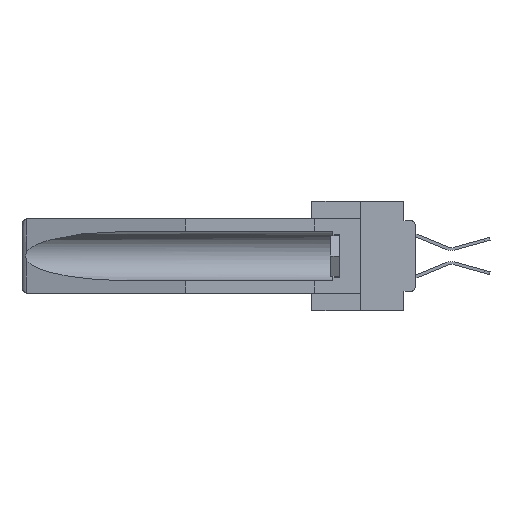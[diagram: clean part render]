
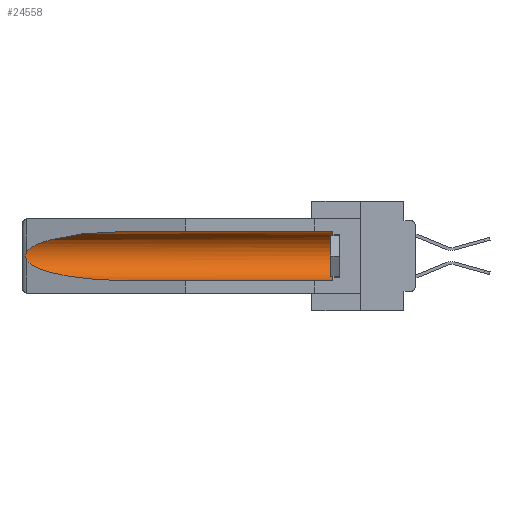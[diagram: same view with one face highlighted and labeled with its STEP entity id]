
A CAD part, left-side view. The second image highlights one B-rep face of the part: STEP entity #24558.
In plain terms, the highlighted cylindrical face has radius 2.857 mm (diameter 5.715 mm), a partial arc.
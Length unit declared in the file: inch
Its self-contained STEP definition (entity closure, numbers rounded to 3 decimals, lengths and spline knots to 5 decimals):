
#121 =( BOUNDED_CURVE ( )  B_SPLINE_CURVE ( 3, ( #1823, #12850, #23488, #33821 ),
 .UNSPECIFIED., .F., .F. ) 
 B_SPLINE_CURVE_WITH_KNOTS ( ( 4, 4 ),
 ( 0.1948, 1.5708 ),
 .UNSPECIFIED. ) 
 CURVE ( )  GEOMETRIC_REPRESENTATION_ITEM ( )  RATIONAL_B_SPLINE_CURVE ( ( 1., 0.848, 0.848, 1. ) ) 
 REPRESENTATION_ITEM ( '' )  );
#1823 = CARTESIAN_POINT ( 'NONE',  ( 0.26537, 1.52718, -0.19328 ) ) ;
#2641 = VERTEX_POINT ( 'NONE', #18628 ) ;
#4290 = B_SPLINE_CURVE_WITH_KNOTS ( 'NONE', 3,
 ( #29299, #8018, #31773, #7845, #18650, #5384, #18479, #16033, #26658, #13424 ),
 .UNSPECIFIED., .F., .F.,
 ( 4, 2, 2, 2, 4 ),
 ( 0., 0.00029, 0.00058, 0.00087, 0.00117 ),
 .UNSPECIFIED. ) ;
#4609 = VERTEX_POINT ( 'NONE', #16056 ) ;
#5228 = DIRECTION ( 'NONE',  ( 0., 0., 1. ) ) ;
#5384 = CARTESIAN_POINT ( 'NONE',  ( 0.2675, 1.53308, -0.17534 ) ) ;
#7470 = CARTESIAN_POINT ( 'NONE',  ( 0.155, -0.30754, -0.284 ) ) ;
#7845 = CARTESIAN_POINT ( 'NONE',  ( 0.2673, 1.5327, -0.16383 ) ) ;
#7853 = CYLINDRICAL_SURFACE ( 'NONE', #15147, 0.1125 ) ;
#8018 = CARTESIAN_POINT ( 'NONE',  ( 0.26597, 1.52961, -0.15275 ) ) ;
#8251 = ORIENTED_EDGE ( 'NONE', *, *, #15682, .T. ) ;
#8281 = ORIENTED_EDGE ( 'NONE', *, *, #18883, .T. ) ;
#9023 = LINE ( 'NONE', #12608, #22895 ) ;
#10817 = VERTEX_POINT ( 'NONE', #13731 ) ;
#10978 = ORIENTED_EDGE ( 'NONE', *, *, #28239, .T. ) ;
#12494 = CARTESIAN_POINT ( 'NONE',  ( 0.155, 1.07973, -0.059 ) ) ;
#12608 = CARTESIAN_POINT ( 'NONE',  ( 0.155, -0.30754, -0.059 ) ) ;
#12850 = CARTESIAN_POINT ( 'NONE',  ( 0.25451, 1.48313, -0.24835 ) ) ;
#13309 = CARTESIAN_POINT ( 'NONE',  ( 0.21114, 1.30732, -0.059 ) ) ;
#13424 = CARTESIAN_POINT ( 'NONE',  ( 0.26537, 1.52718, -0.19328 ) ) ;
#13481 = CARTESIAN_POINT ( 'NONE',  ( 0.155, 1.07973, -0.059 ) ) ;
#13731 = CARTESIAN_POINT ( 'NONE',  ( 0.155, 1.07973, -0.284 ) ) ;
#15147 = AXIS2_PLACEMENT_3D ( 'NONE', #21638, #26337, #5228 ) ;
#15682 = EDGE_CURVE ( 'NONE', #2641, #25133, #4290, .T. ) ;
#16033 = CARTESIAN_POINT ( 'NONE',  ( 0.26655, 1.53094, -0.18657 ) ) ;
#16056 = CARTESIAN_POINT ( 'NONE',  ( 0.155, 0.126, -0.284 ) ) ;
#16090 = VERTEX_POINT ( 'NONE', #31392 ) ;
#16093 = EDGE_CURVE ( 'NONE', #4609, #10817, #18101, .T. ) ;
#18014 = DIRECTION ( 'NONE',  ( 0., 1., 0. ) ) ;
#18101 = LINE ( 'NONE', #7470, #18760 ) ;
#18479 = CARTESIAN_POINT ( 'NONE',  ( 0.2673, 1.53269, -0.17917 ) ) ;
#18628 = CARTESIAN_POINT ( 'NONE',  ( 0.26537, 1.52718, -0.14972 ) ) ;
#18650 = CARTESIAN_POINT ( 'NONE',  ( 0.2675, 1.53308, -0.16763 ) ) ;
#18760 = VECTOR ( 'NONE', #26447, 39.37008 ) ;
#18883 = EDGE_CURVE ( 'NONE', #4609, #16090, #26615, .T. ) ;
#19872 = CARTESIAN_POINT ( 'NONE',  ( 0.155, 0.126, -0.1715 ) ) ;
#20181 = ORIENTED_EDGE ( 'NONE', *, *, #31627, .T. ) ;
#21638 = CARTESIAN_POINT ( 'NONE',  ( 0.155, -0.30754, -0.1715 ) ) ;
#22681 = DIRECTION ( 'NONE',  ( 0., 0., 1. ) ) ;
#22895 = VECTOR ( 'NONE', #18014, 39.37008 ) ;
#23488 = CARTESIAN_POINT ( 'NONE',  ( 0.21114, 1.30732, -0.284 ) ) ;
#23521 = VERTEX_POINT ( 'NONE', #12494 ) ;
#23767 = CARTESIAN_POINT ( 'NONE',  ( 0.25451, 1.48313, -0.09465 ) ) ;
#24558 = ADVANCED_FACE ( 'NONE', ( #31782 ), #7853, .F. ) ;
#24593 = ORIENTED_EDGE ( 'NONE', *, *, #27573, .T. ) ;
#25133 = VERTEX_POINT ( 'NONE', #34380 ) ;
#26337 = DIRECTION ( 'NONE',  ( 0., 1., 0. ) ) ;
#26447 = DIRECTION ( 'NONE',  ( 0., 1., 0. ) ) ;
#26547 = ORIENTED_EDGE ( 'NONE', *, *, #16093, .F. ) ;
#26615 = CIRCLE ( 'NONE', #31119, 0.1125 ) ;
#26658 = CARTESIAN_POINT ( 'NONE',  ( 0.26597, 1.5296, -0.19026 ) ) ;
#27573 = EDGE_CURVE ( 'NONE', #23521, #2641, #28720, .T. ) ;
#28239 = EDGE_CURVE ( 'NONE', #25133, #10817, #121, .T. ) ;
#28720 =( BOUNDED_CURVE ( )  B_SPLINE_CURVE ( 3, ( #13481, #13309, #23767, #31826 ),
 .UNSPECIFIED., .F., .F. ) 
 B_SPLINE_CURVE_WITH_KNOTS ( ( 4, 4 ),
 ( 4.71239, 6.08839 ),
 .UNSPECIFIED. ) 
 CURVE ( )  GEOMETRIC_REPRESENTATION_ITEM ( )  RATIONAL_B_SPLINE_CURVE ( ( 1., 0.848, 0.848, 1. ) ) 
 REPRESENTATION_ITEM ( '' )  );
#29299 = CARTESIAN_POINT ( 'NONE',  ( 0.26537, 1.52718, -0.14972 ) ) ;
#29654 = EDGE_LOOP ( 'NONE', ( #24593, #8251, #10978, #26547, #8281, #20181 ) ) ;
#30024 = DIRECTION ( 'NONE',  ( 0., -1., 0. ) ) ;
#31119 = AXIS2_PLACEMENT_3D ( 'NONE', #19872, #30024, #22681 ) ;
#31392 = CARTESIAN_POINT ( 'NONE',  ( 0.155, 0.126, -0.059 ) ) ;
#31627 = EDGE_CURVE ( 'NONE', #16090, #23521, #9023, .T. ) ;
#31773 = CARTESIAN_POINT ( 'NONE',  ( 0.26654, 1.53092, -0.15636 ) ) ;
#31782 = FACE_OUTER_BOUND ( 'NONE', #29654, .T. ) ;
#31826 = CARTESIAN_POINT ( 'NONE',  ( 0.26537, 1.52718, -0.14972 ) ) ;
#33821 = CARTESIAN_POINT ( 'NONE',  ( 0.155, 1.07973, -0.284 ) ) ;
#34380 = CARTESIAN_POINT ( 'NONE',  ( 0.26537, 1.52718, -0.19328 ) ) ;
